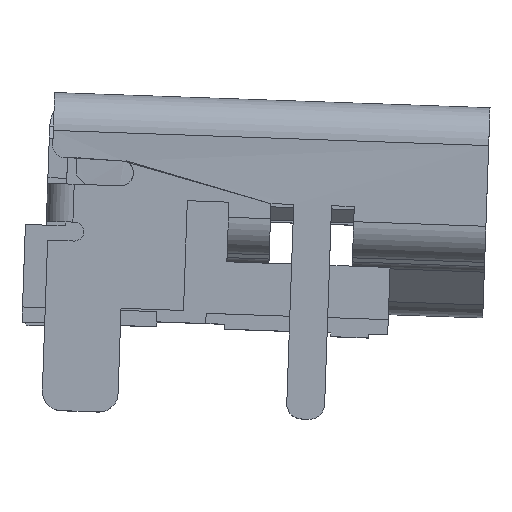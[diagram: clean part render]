
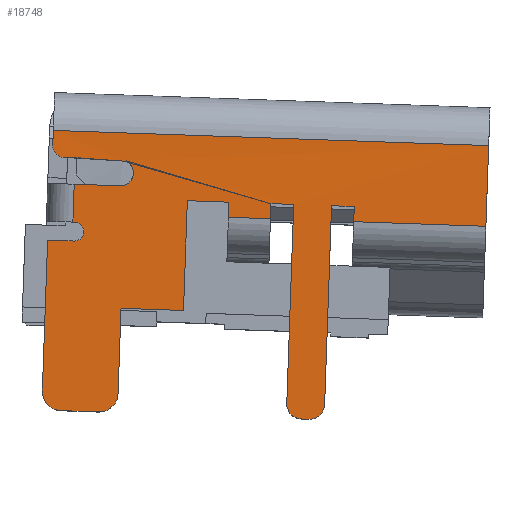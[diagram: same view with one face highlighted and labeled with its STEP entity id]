
A CAD part, left-side view. The second image highlights one B-rep face of the part: STEP entity #18748.
In plain terms, the highlighted planar face has unit normal (-1, 0, 0).
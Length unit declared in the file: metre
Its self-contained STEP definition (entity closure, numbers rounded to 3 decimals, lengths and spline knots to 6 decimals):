
#419=CIRCLE('',#19284,0.0003);
#421=CIRCLE('',#19288,0.00035);
#455=CIRCLE('',#19399,0.0005);
#457=CIRCLE('',#19403,0.0005);
#459=CIRCLE('',#19408,0.00025);
#646=CIRCLE('',#20147,0.0004);
#647=CIRCLE('',#20150,0.0004);
#6133=ORIENTED_EDGE('',*,*,#9209,.F.);
#6134=ORIENTED_EDGE('',*,*,#9208,.T.);
#6135=ORIENTED_EDGE('',*,*,#9205,.T.);
#6136=ORIENTED_EDGE('',*,*,#9203,.F.);
#6137=ORIENTED_EDGE('',*,*,#9195,.F.);
#6138=ORIENTED_EDGE('',*,*,#9192,.F.);
#6139=ORIENTED_EDGE('',*,*,#9212,.F.);
#6140=ORIENTED_EDGE('',*,*,#9213,.F.);
#6141=ORIENTED_EDGE('',*,*,#7544,.F.);
#6142=ORIENTED_EDGE('',*,*,#7551,.T.);
#6143=ORIENTED_EDGE('',*,*,#7554,.F.);
#6144=ORIENTED_EDGE('',*,*,#7559,.T.);
#6145=ORIENTED_EDGE('',*,*,#7872,.F.);
#6146=ORIENTED_EDGE('',*,*,#7822,.F.);
#6147=ORIENTED_EDGE('',*,*,#7867,.F.);
#6148=ORIENTED_EDGE('',*,*,#7809,.F.);
#6149=ORIENTED_EDGE('',*,*,#7805,.F.);
#6150=ORIENTED_EDGE('',*,*,#7802,.F.);
#6151=ORIENTED_EDGE('',*,*,#7801,.T.);
#6152=ORIENTED_EDGE('',*,*,#7797,.F.);
#6153=ORIENTED_EDGE('',*,*,#7795,.T.);
#6154=ORIENTED_EDGE('',*,*,#7791,.F.);
#6155=ORIENTED_EDGE('',*,*,#7788,.F.);
#6156=ORIENTED_EDGE('',*,*,#7784,.F.);
#6157=ORIENTED_EDGE('',*,*,#7781,.F.);
#6158=ORIENTED_EDGE('',*,*,#7777,.F.);
#6159=ORIENTED_EDGE('',*,*,#7755,.F.);
#6160=ORIENTED_EDGE('',*,*,#7761,.F.);
#6161=ORIENTED_EDGE('',*,*,#7668,.F.);
#6162=ORIENTED_EDGE('',*,*,#7664,.T.);
#6163=ORIENTED_EDGE('',*,*,#9211,.T.);
#7544=EDGE_CURVE('',#9960,#9962,#11897,.T.);
#7551=EDGE_CURVE('',#9960,#9965,#419,.T.);
#7554=EDGE_CURVE('',#9968,#9965,#11904,.T.);
#7559=EDGE_CURVE('',#9968,#9971,#421,.T.);
#7664=EDGE_CURVE('',#10041,#10042,#11991,.T.);
#7668=EDGE_CURVE('',#10041,#10045,#11995,.T.);
#7755=EDGE_CURVE('',#10105,#10106,#12076,.T.);
#7761=EDGE_CURVE('',#10045,#10105,#12080,.T.);
#7777=EDGE_CURVE('',#10106,#10116,#12091,.T.);
#7781=EDGE_CURVE('',#10116,#10118,#12095,.T.);
#7784=EDGE_CURVE('',#10118,#10120,#12098,.T.);
#7788=EDGE_CURVE('',#10120,#10123,#12102,.T.);
#7791=EDGE_CURVE('',#10123,#10125,#12105,.T.);
#7795=EDGE_CURVE('',#10127,#10125,#455,.T.);
#7797=EDGE_CURVE('',#10127,#10129,#12109,.T.);
#7801=EDGE_CURVE('',#10131,#10129,#457,.T.);
#7802=EDGE_CURVE('',#10131,#10132,#12112,.T.);
#7805=EDGE_CURVE('',#10132,#10134,#12115,.T.);
#7809=EDGE_CURVE('',#10134,#10137,#459,.T.);
#7822=EDGE_CURVE('',#10147,#10149,#12127,.T.);
#7867=EDGE_CURVE('',#10137,#10147,#12163,.T.);
#7872=EDGE_CURVE('',#10149,#9971,#12167,.T.);
#9192=EDGE_CURVE('',#11013,#11014,#13075,.T.);
#9195=EDGE_CURVE('',#11014,#11015,#13076,.T.);
#9203=EDGE_CURVE('',#11015,#11021,#13082,.T.);
#9205=EDGE_CURVE('',#11022,#11021,#13084,.T.);
#9208=EDGE_CURVE('',#11023,#11022,#646,.T.);
#9209=EDGE_CURVE('',#11023,#11024,#13087,.T.);
#9211=EDGE_CURVE('',#10042,#11024,#647,.T.);
#9212=EDGE_CURVE('',#11025,#11013,#13089,.T.);
#9213=EDGE_CURVE('',#9962,#11025,#13090,.T.);
#9960=VERTEX_POINT('',#27667);
#9962=VERTEX_POINT('',#27670);
#9965=VERTEX_POINT('',#27680);
#9968=VERTEX_POINT('',#27687);
#9971=VERTEX_POINT('',#27699);
#10041=VERTEX_POINT('',#27913);
#10042=VERTEX_POINT('',#27914);
#10045=VERTEX_POINT('',#27922);
#10105=VERTEX_POINT('',#28095);
#10106=VERTEX_POINT('',#28097);
#10116=VERTEX_POINT('',#28138);
#10118=VERTEX_POINT('',#28145);
#10120=VERTEX_POINT('',#28151);
#10123=VERTEX_POINT('',#28159);
#10125=VERTEX_POINT('',#28165);
#10127=VERTEX_POINT('',#28170);
#10129=VERTEX_POINT('',#28177);
#10131=VERTEX_POINT('',#28182);
#10132=VERTEX_POINT('',#28187);
#10134=VERTEX_POINT('',#28193);
#10137=VERTEX_POINT('',#28201);
#10147=VERTEX_POINT('',#28231);
#10149=VERTEX_POINT('',#28234);
#11013=VERTEX_POINT('',#31574);
#11014=VERTEX_POINT('',#31575);
#11015=VERTEX_POINT('',#31580);
#11021=VERTEX_POINT('',#31596);
#11022=VERTEX_POINT('',#31600);
#11023=VERTEX_POINT('',#31604);
#11024=VERTEX_POINT('',#31608);
#11025=VERTEX_POINT('',#31614);
#11897=LINE('',#27669,#13975);
#11904=LINE('',#27688,#13982);
#11991=LINE('',#27912,#14069);
#11995=LINE('',#27921,#14073);
#12076=LINE('',#28096,#14154);
#12080=LINE('',#28105,#14158);
#12091=LINE('',#28137,#14169);
#12095=LINE('',#28144,#14173);
#12098=LINE('',#28150,#14176);
#12102=LINE('',#28158,#14180);
#12105=LINE('',#28164,#14183);
#12109=LINE('',#28176,#14187);
#12112=LINE('',#28186,#14190);
#12115=LINE('',#28192,#14193);
#12127=LINE('',#28233,#14205);
#12163=LINE('',#28322,#14241);
#12167=LINE('',#28331,#14245);
#13075=LINE('',#31573,#15153);
#13076=LINE('',#31579,#15154);
#13082=LINE('',#31595,#15160);
#13084=LINE('',#31599,#15162);
#13087=LINE('',#31607,#15165);
#13089=LINE('',#31613,#15167);
#13090=LINE('',#31615,#15168);
#13975=VECTOR('',#22033,1.);
#13982=VECTOR('',#22050,1.);
#14069=VECTOR('',#22251,1.);
#14073=VECTOR('',#22257,1.);
#14154=VECTOR('',#22404,1.);
#14158=VECTOR('',#22414,1.);
#14169=VECTOR('',#22451,1.);
#14173=VECTOR('',#22457,1.);
#14176=VECTOR('',#22462,1.);
#14180=VECTOR('',#22468,1.);
#14183=VECTOR('',#22473,1.);
#14187=VECTOR('',#22485,1.);
#14190=VECTOR('',#22496,1.);
#14193=VECTOR('',#22501,1.);
#14205=VECTOR('',#22529,1.);
#14241=VECTOR('',#22613,1.);
#14245=VECTOR('',#22623,1.);
#15153=VECTOR('',#24925,1.);
#15154=VECTOR('',#24932,1.);
#15160=VECTOR('',#24946,1.);
#15162=VECTOR('',#24950,1.);
#15165=VECTOR('',#24959,1.);
#15167=VECTOR('',#24967,1.);
#15168=VECTOR('',#24968,1.);
#16138=EDGE_LOOP('',(#6133,#6134,#6135,#6136,#6137,#6138,#6139,#6140,#6141,
#6142,#6143,#6144,#6145,#6146,#6147,#6148,#6149,#6150,#6151,#6152,#6153,
#6154,#6155,#6156,#6157,#6158,#6159,#6160,#6161,#6162,#6163));
#17109=FACE_BOUND('',#16138,.T.);
#17803=PLANE('',#20151);
#18748=ADVANCED_FACE('',(#17109),#17803,.T.);
#19284=AXIS2_PLACEMENT_3D('',#27681,#22044,#22045);
#19288=AXIS2_PLACEMENT_3D('',#27700,#22057,#22058);
#19399=AXIS2_PLACEMENT_3D('',#28172,#22480,#22481);
#19403=AXIS2_PLACEMENT_3D('',#28184,#22492,#22493);
#19408=AXIS2_PLACEMENT_3D('',#28200,#22508,#22509);
#20147=AXIS2_PLACEMENT_3D('',#31605,#24955,#24956);
#20150=AXIS2_PLACEMENT_3D('',#31611,#24963,#24964);
#20151=AXIS2_PLACEMENT_3D('',#31612,#24965,#24966);
#22033=DIRECTION('',(0.,0.,1.));
#22044=DIRECTION('',(-1.,0.,0.));
#22045=DIRECTION('',(0.,1.,0.));
#22050=DIRECTION('',(0.,1.,0.));
#22057=DIRECTION('',(1.,0.,0.));
#22058=DIRECTION('',(0.,0.,1.));
#22251=DIRECTION('',(0.,0.,-1.));
#22257=DIRECTION('',(0.,1.,0.));
#22404=DIRECTION('',(0.,1.,0.));
#22414=DIRECTION('',(0.,0.,-1.));
#22451=DIRECTION('',(0.,0.,1.));
#22457=DIRECTION('',(0.,1.,0.));
#22462=DIRECTION('',(0.,0.,-1.));
#22468=DIRECTION('',(0.,1.,0.));
#22473=DIRECTION('',(0.,0.,-1.));
#22480=DIRECTION('',(-1.,0.,0.));
#22481=DIRECTION('',(0.,0.,-1.));
#22485=DIRECTION('',(0.,1.,0.));
#22492=DIRECTION('',(-1.,0.,0.));
#22493=DIRECTION('',(0.,1.,0.));
#22496=DIRECTION('',(0.,0.,1.));
#22501=DIRECTION('',(0.,-1.,0.));
#22508=DIRECTION('',(-1.,0.,0.));
#22509=DIRECTION('',(0.,0.,-1.));
#22529=DIRECTION('',(0.,0.,1.));
#22613=DIRECTION('',(0.,1.,0.));
#22623=DIRECTION('',(0.,-1.,0.));
#24925=DIRECTION('',(0.,1.,0.));
#24932=DIRECTION('',(0.,0.,1.));
#24946=DIRECTION('',(0.,1.,0.));
#24950=DIRECTION('',(0.,0.,1.));
#24955=DIRECTION('',(-1.,0.,0.));
#24956=DIRECTION('',(0.,0.,-1.));
#24959=DIRECTION('',(0.,1.,0.));
#24963=DIRECTION('',(-1.,0.,0.));
#24964=DIRECTION('',(0.,1.,0.));
#24965=DIRECTION('',(-1.,0.,0.));
#24966=DIRECTION('',(0.,0.,1.));
#24967=DIRECTION('',(0.,0.,-1.));
#24968=DIRECTION('',(0.,-1.,0.));
#27667=CARTESIAN_POINT('',(-0.007719,-0.00065,-0.002692));
#27669=CARTESIAN_POINT('',(-0.007719,-0.00065,-0.002692));
#27670=CARTESIAN_POINT('',(-0.007719,-0.00065,-0.002292));
#27680=CARTESIAN_POINT('',(-0.007719,-0.00095,-0.002992));
#27681=CARTESIAN_POINT('',(-0.007719,-0.00095,-0.002692));
#27687=CARTESIAN_POINT('',(-0.007693,-0.002543,-0.003036));
#27688=CARTESIAN_POINT('',(-0.007719,-0.00245,-0.002992));
#27699=CARTESIAN_POINT('',(-0.007719,-0.00245,-0.003692));
#27700=CARTESIAN_POINT('',(-0.007719,-0.00245,-0.003342));
#27912=CARTESIAN_POINT('',(-0.007719,-0.00706,-0.004023));
#27913=CARTESIAN_POINT('',(-0.007719,-0.00706,-0.004023));
#27914=CARTESIAN_POINT('',(-0.007719,-0.00706,-0.009277));
#27921=CARTESIAN_POINT('',(-0.007719,-0.00706,-0.004023));
#27922=CARTESIAN_POINT('',(-0.007719,-0.00646,-0.004023));
#28095=CARTESIAN_POINT('',(-0.007719,-0.00646,-0.004423));
#28096=CARTESIAN_POINT('',(-0.007719,-0.00646,-0.004423));
#28097=CARTESIAN_POINT('',(-0.007719,-0.00535,-0.004423));
#28105=CARTESIAN_POINT('',(-0.007719,-0.00646,-0.004023));
#28137=CARTESIAN_POINT('',(-0.007719,-0.00535,-0.004423));
#28138=CARTESIAN_POINT('',(-0.007719,-0.00535,-0.004023));
#28144=CARTESIAN_POINT('',(-0.007719,-0.00535,-0.004023));
#28145=CARTESIAN_POINT('',(-0.007719,-0.00425,-0.004023));
#28150=CARTESIAN_POINT('',(-0.007719,-0.00425,-0.004023));
#28151=CARTESIAN_POINT('',(-0.007719,-0.00425,-0.006923));
#28158=CARTESIAN_POINT('',(-0.007719,-0.00425,-0.006923));
#28159=CARTESIAN_POINT('',(-0.007719,-0.0026,-0.006923));
#28164=CARTESIAN_POINT('',(-0.007719,-0.0026,-0.006923));
#28165=CARTESIAN_POINT('',(-0.007719,-0.0026,-0.009177));
#28170=CARTESIAN_POINT('',(-0.007719,-0.0021,-0.009677));
#28172=CARTESIAN_POINT('',(-0.007719,-0.0021,-0.009177));
#28176=CARTESIAN_POINT('',(-0.007719,-0.0021,-0.009677));
#28177=CARTESIAN_POINT('',(-0.007719,-0.0011,-0.009677));
#28182=CARTESIAN_POINT('',(-0.007719,-0.0006,-0.009177));
#28184=CARTESIAN_POINT('',(-0.007719,-0.0011,-0.009177));
#28186=CARTESIAN_POINT('',(-0.007719,-0.0006,-0.009177));
#28187=CARTESIAN_POINT('',(-0.007719,-0.0006,-0.005192));
#28192=CARTESIAN_POINT('',(-0.007719,-0.0006,-0.005192));
#28193=CARTESIAN_POINT('',(-0.007719,-0.0013,-0.005192));
#28200=CARTESIAN_POINT('',(-0.007719,-0.0013,-0.004942));
#28201=CARTESIAN_POINT('',(-0.007719,-0.0013,-0.004692));
#28231=CARTESIAN_POINT('',(-0.007719,-0.00125,-0.004692));
#28233=CARTESIAN_POINT('',(-0.007719,-0.00125,-0.004692));
#28234=CARTESIAN_POINT('',(-0.007719,-0.00125,-0.003692));
#28322=CARTESIAN_POINT('',(-0.007719,-0.0013,-0.004692));
#28331=CARTESIAN_POINT('',(-0.007719,-0.00125,-0.003692));
#31573=CARTESIAN_POINT('',(-0.007719,-0.01215,-0.004423));
#31574=CARTESIAN_POINT('',(-0.007719,-0.01215,-0.004423));
#31575=CARTESIAN_POINT('',(-0.007719,-0.00866,-0.004423));
#31579=CARTESIAN_POINT('',(-0.007719,-0.00866,-0.004423));
#31580=CARTESIAN_POINT('',(-0.007719,-0.00866,-0.004023));
#31595=CARTESIAN_POINT('',(-0.007719,-0.00866,-0.004023));
#31596=CARTESIAN_POINT('',(-0.007719,-0.00806,-0.004023));
#31599=CARTESIAN_POINT('',(-0.007719,-0.00806,-0.009277));
#31600=CARTESIAN_POINT('',(-0.007719,-0.00806,-0.009277));
#31604=CARTESIAN_POINT('',(-0.007719,-0.00766,-0.009677));
#31605=CARTESIAN_POINT('',(-0.007719,-0.00766,-0.009277));
#31607=CARTESIAN_POINT('',(-0.007719,-0.00766,-0.009677));
#31608=CARTESIAN_POINT('',(-0.007719,-0.00746,-0.009677));
#31611=CARTESIAN_POINT('',(-0.007719,-0.00746,-0.009277));
#31612=CARTESIAN_POINT('',(-0.007719,-0.00772,-0.004615));
#31613=CARTESIAN_POINT('',(-0.007719,-0.01215,-0.002292));
#31614=CARTESIAN_POINT('',(-0.007719,-0.01215,-0.002292));
#31615=CARTESIAN_POINT('',(-0.007719,-0.00065,-0.002292));
